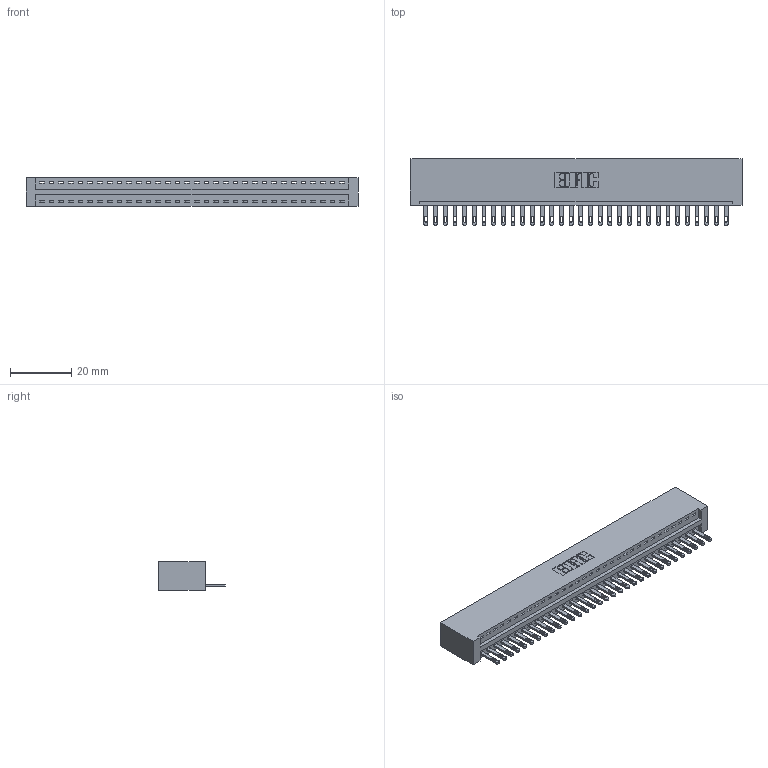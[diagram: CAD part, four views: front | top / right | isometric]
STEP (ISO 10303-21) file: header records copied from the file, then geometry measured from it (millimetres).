
FILE_DESCRIPTION (( 'STEP AP203' ), '1' );
FILE_NAME ('896-032-500-101.STEP', '2021-07-27T19:08:14', ( '' ), ( '' ), 'SwSTEP 2.0', 'SolidWorks 2020', '' );
FILE_SCHEMA (( 'CONFIG_CONTROL_DESIGN' ));
Length unit declared in the file: inch
Products named in the file (3): 345-292-001_345-293-100; 896-032-500-101; 846 Part_No Mounting Lugs
Assembly tree (33 placements, depth 2):
  896-032-500-101
    846 Part_No Mounting Lugs
    345-292-001_345-293-100  x32
Bounding box: 108.84 x 21.84 x 9.4 mm (x, y, z)
Volume: 10918.6 mm3; surface area: 13688.6 mm2
Topology: 33 solids, 33 shells, 1842 faces, 5681 edges, 3786 vertices
Faces by surface type: plane 1160, cylinder 682
Entity records: 20859 total; most frequent: CARTESIAN_POINT 3584, ORIENTED_EDGE 3550, DIRECTION 3171, EDGE_CURVE 1775, LINE 1519, VECTOR 1519, VERTEX_POINT 1182, AXIS2_PLACEMENT_3D 826
